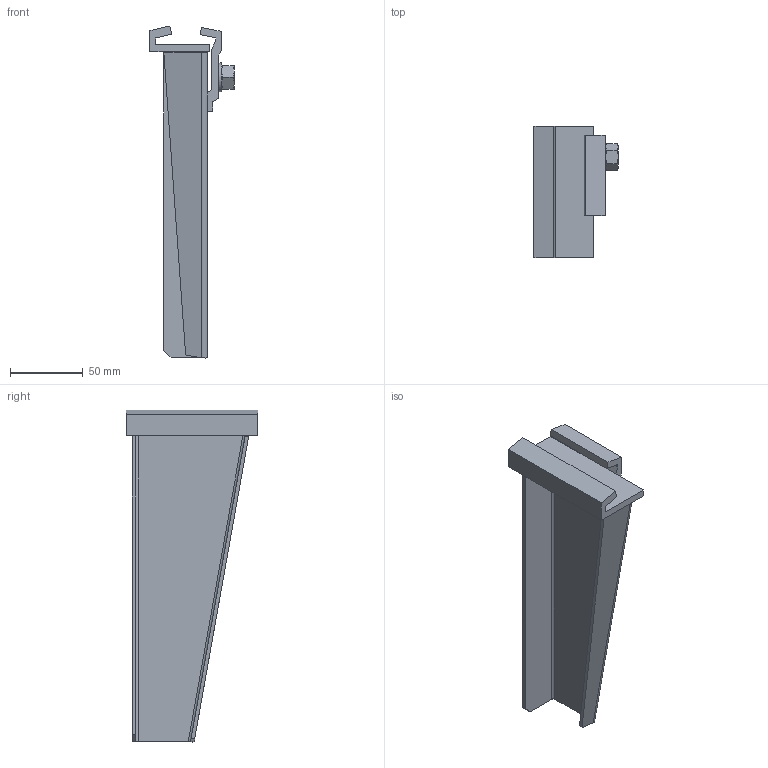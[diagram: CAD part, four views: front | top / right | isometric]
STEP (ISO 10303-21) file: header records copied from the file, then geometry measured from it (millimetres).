
FILE_DESCRIPTION((''),'2;1');
FILE_NAME('6419046_ASM','2012-08-17T',('AndreasKeweloh'),(''),'PRO/ENGINEER BY PARAMETRIC TECHNOLOGY CORPORATION, 2012130','PRO/ENGINEER BY PARAMETRIC TECHNOLOGY CORPORATION, 2012130','');
FILE_SCHEMA(('CONFIG_CONTROL_DESIGN'));
Length unit declared in the file: millimetre
Products named in the file (6): 6419046SCHEIBE; 6419046SECHSKANTMUTTER; 6419046KLEMMLASCHE; 6419046KLEMMST_S__CK; 6419046AUSLEGER; 6419046_ASM
Assembly tree (5 placements, depth 2):
  6419046_ASM
    6419046SCHEIBE
    6419046SECHSKANTMUTTER
    6419046KLEMMLASCHE
    6419046KLEMMST_S__CK
    6419046AUSLEGER
Bounding box: 57.8 x 90 x 227.91 mm (x, y, z)
Volume: 104507.7 mm3; surface area: 69280.4 mm2
Topology: 5 solids, 5 shells, 77 faces, 184 edges, 117 vertices
Faces by surface type: plane 49, cylinder 13, cone 12, bspline 3
Entity records: 2664 total; most frequent: CARTESIAN_POINT 757, ORIENTED_EDGE 368, DIRECTION 366, EDGE_CURVE 184, AXIS2_PLACEMENT_3D 123, VECTOR 120, LINE 120, VERTEX_POINT 117
